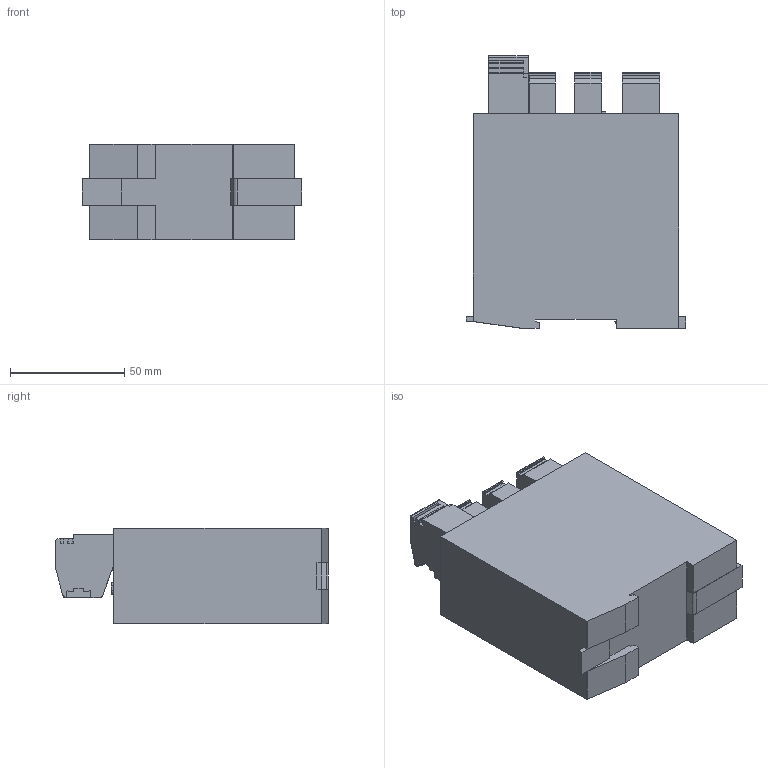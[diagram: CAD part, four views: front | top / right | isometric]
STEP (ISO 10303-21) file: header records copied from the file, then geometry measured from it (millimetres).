
FILE_DESCRIPTION( ( 'STEP AP203' ), '1' );
FILE_NAME( '787-1662.stp', '2020-06-17T14:44:43', ( 'License CC BY-ND 4.0' ), ( 'CADENAS' ), ' ', 'PARTsolutions', ' ' );
FILE_SCHEMA( ( 'CONFIG_CONTROL_DESIGN' ) );
Length unit declared in the file: millimetre
Products named in the file (1): _787-1662
Bounding box: 96.2 x 119.5 x 42 mm (x, y, z)
Volume: 366889.6 mm3; surface area: 39175.2 mm2
Topology: 1 solids, 1 shells, 204 faces, 585 edges, 390 vertices
Faces by surface type: plane 153, cylinder 51
Entity records: 6675 total; most frequent: CARTESIAN_POINT 1180, ORIENTED_EDGE 1170, DIRECTION 1097, EDGE_CURVE 585, LINE 483, VECTOR 483, VERTEX_POINT 390, AXIS2_PLACEMENT_3D 307
